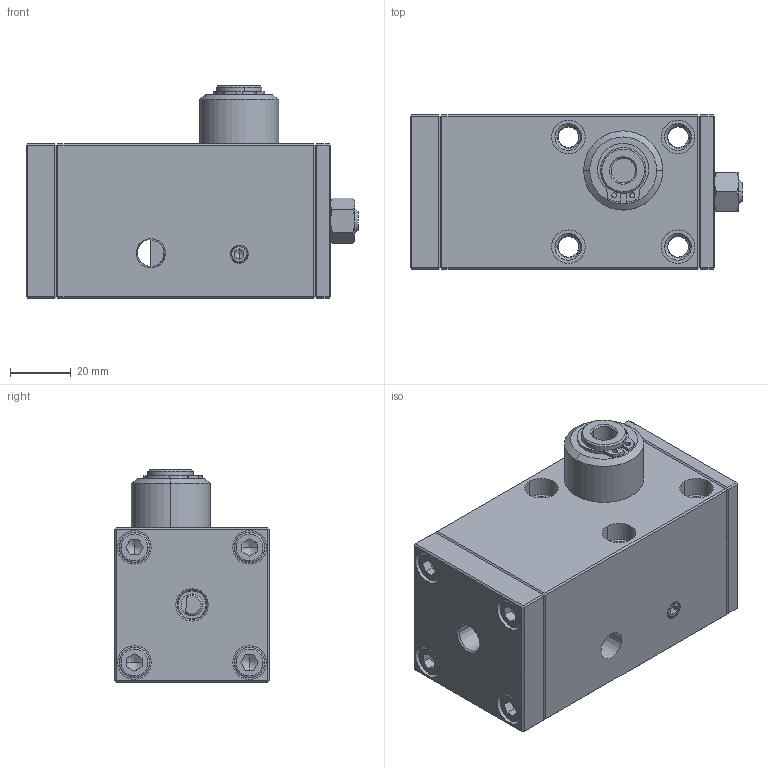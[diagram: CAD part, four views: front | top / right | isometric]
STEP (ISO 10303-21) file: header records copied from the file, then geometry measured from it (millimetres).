
FILE_DESCRIPTION (( 'STEP AP214' ), '1' );
FILE_NAME ('ァ蚐揤謗蚚盓傅詰SP-AH18RA.STEP', '2019-04-13T07:58:15', ( '' ), ( '' ), 'SwSTEP 2.0', 'SolidWorks 2016', '' );
FILE_SCHEMA (( 'AUTOMOTIVE_DESIGN' ));
Length unit declared in the file: millimetre
Products named in the file (14): 掛极; ァ蚐揤謗蚚盓傅詰SP-AH18RA; M8-6; m6-8; 癹弇蹟邡; ヶ裔; 囀鞠褒麥芛蹟隊; 鎚芛蹟隊; 縐銅; 綴裔; 詰杶; 階裝; 菁裔; 悵誘杶
Assembly tree (17 placements, depth 2):
  ァ蚐揤謗蚚盓傅詰SP-AH18RA
    掛极
    悵誘杶
    菁裔
    階裝
    詰杶
    綴裔
    縐銅
    鎚芛蹟隊  x2
    囀鞠褒麥芛蹟隊  x4
    ヶ裔
    癹弇蹟邡
    m6-8
    M8-6
Bounding box: 109 x 50.8 x 69.8 mm (x, y, z)
Volume: 202752.1 mm3; surface area: 72731.3 mm2
Topology: 18 solids, 18 shells, 2438 faces, 6398 edges, 4017 vertices
Faces by surface type: cone 1204, cylinder 1003, plane 207, bspline 24
Entity records: 122805 total; most frequent: CARTESIAN_POINT 70768, ORIENTED_EDGE 12380, DIRECTION 8025, EDGE_CURVE 6190, VERTEX_POINT 3888, B_SPLINE_CURVE_WITH_KNOTS 3365, AXIS2_PLACEMENT_3D 2842, EDGE_LOOP 2436
